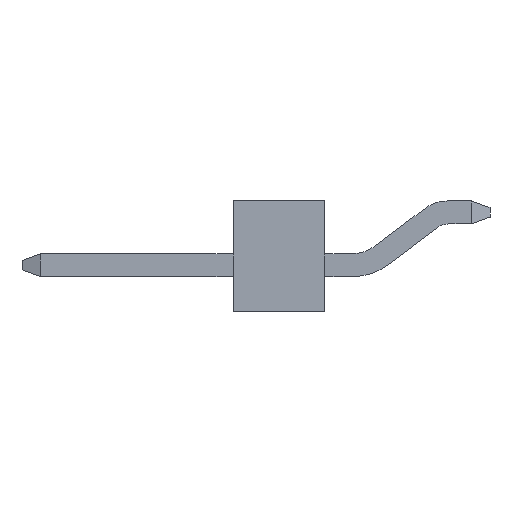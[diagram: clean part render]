
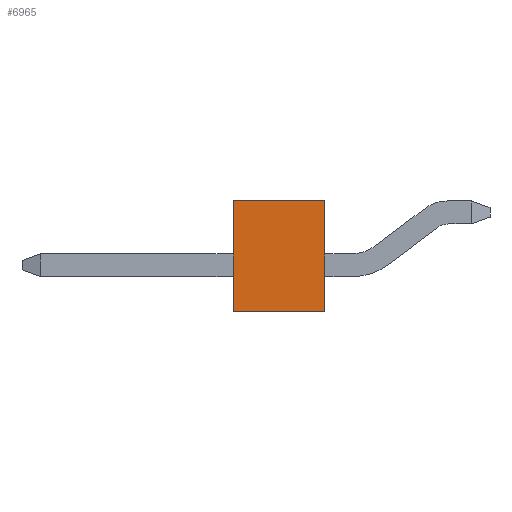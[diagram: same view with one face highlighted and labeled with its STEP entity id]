
A CAD part, left-side view. The second image highlights one B-rep face of the part: STEP entity #6965.
In plain terms, the highlighted planar face has unit normal (-1, 0, 0).
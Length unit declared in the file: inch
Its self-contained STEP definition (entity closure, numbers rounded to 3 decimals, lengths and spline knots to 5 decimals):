
#131 = LINE ( 'NONE', #5671, #5122 ) ;
#349 = DIRECTION ( 'NONE',  ( 0., 0., 1. ) ) ;
#574 = LINE ( 'NONE', #4904, #6966 ) ;
#646 = CARTESIAN_POINT ( 'NONE',  ( -0.05, 0.05, -0.06 ) ) ;
#1114 = LINE ( 'NONE', #7171, #5728 ) ;
#1256 = DIRECTION ( 'NONE',  ( 0., 0., -1. ) ) ;
#1363 = CARTESIAN_POINT ( 'NONE',  ( -0.05, -0.05, -0.06 ) ) ;
#1426 = AXIS2_PLACEMENT_3D ( 'NONE', #646, #5024, #1256 ) ;
#1583 = ORIENTED_EDGE ( 'NONE', *, *, #5767, .F. ) ;
#1664 = ORIENTED_EDGE ( 'NONE', *, *, #3431, .T. ) ;
#1680 = CARTESIAN_POINT ( 'NONE',  ( -0.05, 0.05, -0.06 ) ) ;
#1888 = DIRECTION ( 'NONE',  ( 0., 0., 1. ) ) ;
#1936 = EDGE_CURVE ( 'NONE', #2782, #6448, #574, .T. ) ;
#2017 = ORIENTED_EDGE ( 'NONE', *, *, #1936, .F. ) ;
#2299 = CARTESIAN_POINT ( 'NONE',  ( -0.05, 0.05, -0.06 ) ) ;
#2772 = LINE ( 'NONE', #2299, #7512 ) ;
#2782 = VERTEX_POINT ( 'NONE', #7930 ) ;
#3431 = EDGE_CURVE ( 'NONE', #5467, #6317, #2772, .T. ) ;
#3985 = CARTESIAN_POINT ( 'NONE',  ( -0.05, -0.05, 0.06 ) ) ;
#4800 = DIRECTION ( 'NONE',  ( 0., -1., 0. ) ) ;
#4904 = CARTESIAN_POINT ( 'NONE',  ( -0.05, 0.05, 0.06 ) ) ;
#5024 = DIRECTION ( 'NONE',  ( 1., 0., 0. ) ) ;
#5122 = VECTOR ( 'NONE', #1888, 39.37008 ) ;
#5148 = EDGE_LOOP ( 'NONE', ( #7534, #2017, #1583, #1664 ) ) ;
#5467 = VERTEX_POINT ( 'NONE', #1680 ) ;
#5543 = DIRECTION ( 'NONE',  ( 0., -1., 0. ) ) ;
#5671 = CARTESIAN_POINT ( 'NONE',  ( -0.05, 0.05, -0.06 ) ) ;
#5728 = VECTOR ( 'NONE', #349, 39.37008 ) ;
#5767 = EDGE_CURVE ( 'NONE', #5467, #2782, #131, .T. ) ;
#6094 = EDGE_CURVE ( 'NONE', #6317, #6448, #1114, .T. ) ;
#6317 = VERTEX_POINT ( 'NONE', #1363 ) ;
#6448 = VERTEX_POINT ( 'NONE', #3985 ) ;
#6965 = ADVANCED_FACE ( 'NONE', ( #7169 ), #7410, .F. ) ;
#6966 = VECTOR ( 'NONE', #5543, 39.37008 ) ;
#7169 = FACE_OUTER_BOUND ( 'NONE', #5148, .T. ) ;
#7171 = CARTESIAN_POINT ( 'NONE',  ( -0.05, -0.05, -0.06 ) ) ;
#7410 = PLANE ( 'NONE',  #1426 ) ;
#7512 = VECTOR ( 'NONE', #4800, 39.37008 ) ;
#7534 = ORIENTED_EDGE ( 'NONE', *, *, #6094, .T. ) ;
#7930 = CARTESIAN_POINT ( 'NONE',  ( -0.05, 0.05, 0.06 ) ) ;
